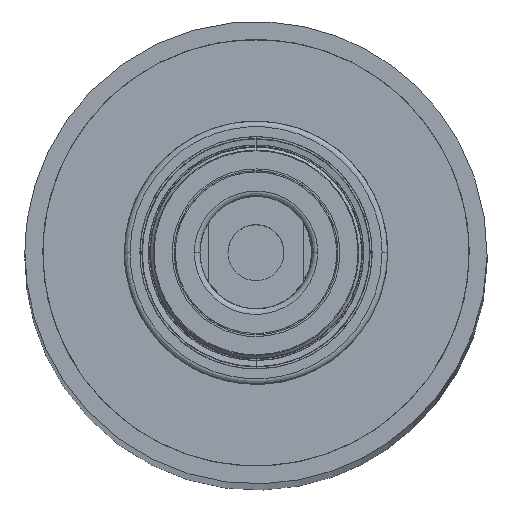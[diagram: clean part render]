
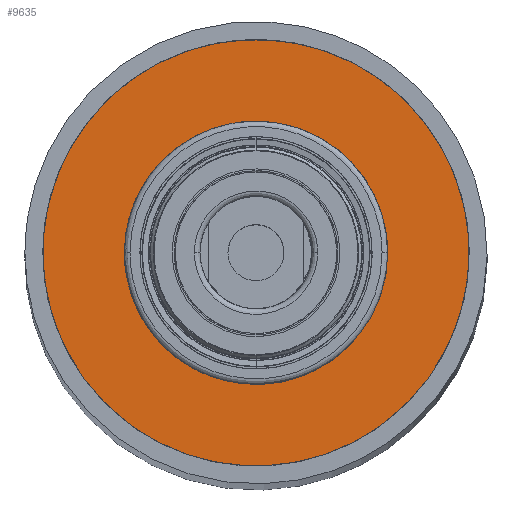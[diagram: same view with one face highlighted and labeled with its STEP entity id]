
A CAD part, top view. The second image highlights one B-rep face of the part: STEP entity #9635.
In plain terms, the highlighted free-form (B-spline) face has degree [1, 1] with [2, 2] control points.
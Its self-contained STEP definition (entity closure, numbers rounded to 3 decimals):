
#9635 = ADVANCED_FACE('',(#9636,#9650),#9664,.T.);
#9636 = FACE_BOUND('',#9637,.T.);
#9637 = EDGE_LOOP('',(#9638));
#9638 = ORIENTED_EDGE('',*,*,#9639,.T.);
#9639 = EDGE_CURVE('',#9640,#9640,#9642,.T.);
#9640 = VERTEX_POINT('',#9641);
#9641 = CARTESIAN_POINT('',(-85.84,10.475,
    938.192));
#9642 = ( BOUNDED_CURVE() B_SPLINE_CURVE(2,(#9643,#9644,#9645,#9646,
#9647,#9648,#9649),.UNSPECIFIED.,.T.,.F.) B_SPLINE_CURVE_WITH_KNOTS((3,2
    ,2,3),(3.142,5.236,7.33,9.425),
.PIECEWISE_BEZIER_KNOTS.) CURVE() GEOMETRIC_REPRESENTATION_ITEM() 
RATIONAL_B_SPLINE_CURVE((1.,0.5,1.,0.5,1.,0.5,1.)) REPRESENTATION_ITEM(
  '') );
#9643 = CARTESIAN_POINT('',(-85.84,10.475,
    938.192));
#9644 = CARTESIAN_POINT('',(-85.84,-86.136,
    938.192));
#9645 = CARTESIAN_POINT('',(-2.172,-37.83,
    938.192));
#9646 = CARTESIAN_POINT('',(81.496,10.475,
    938.192));
#9647 = CARTESIAN_POINT('',(-2.172,58.781,
    938.192));
#9648 = CARTESIAN_POINT('',(-85.84,107.086,
    938.192));
#9649 = CARTESIAN_POINT('',(-85.84,10.475,
    938.192));
#9650 = FACE_BOUND('',#9651,.T.);
#9651 = EDGE_LOOP('',(#9652));
#9652 = ORIENTED_EDGE('',*,*,#9653,.F.);
#9653 = EDGE_CURVE('',#9654,#9654,#9656,.T.);
#9654 = VERTEX_POINT('',#9655);
#9655 = CARTESIAN_POINT('',(-64.511,10.475,
    938.192));
#9656 = ( BOUNDED_CURVE() B_SPLINE_CURVE(2,(#9657,#9658,#9659,#9660,
#9661,#9662,#9663),.UNSPECIFIED.,.T.,.F.) B_SPLINE_CURVE_WITH_KNOTS((3,2
    ,2,3),(3.142,5.236,7.33,9.425),
.PIECEWISE_BEZIER_KNOTS.) CURVE() GEOMETRIC_REPRESENTATION_ITEM() 
RATIONAL_B_SPLINE_CURVE((1.,0.5,1.,0.5,1.,0.5,1.)) REPRESENTATION_ITEM(
  '') );
#9657 = CARTESIAN_POINT('',(-64.511,10.475,
    938.192));
#9658 = CARTESIAN_POINT('',(-64.511,-49.192,
    938.192));
#9659 = CARTESIAN_POINT('',(-12.837,-19.358,
    938.192));
#9660 = CARTESIAN_POINT('',(38.837,10.475,
    938.192));
#9661 = CARTESIAN_POINT('',(-12.837,40.309,
    938.192));
#9662 = CARTESIAN_POINT('',(-64.511,70.143,
    938.192));
#9663 = CARTESIAN_POINT('',(-64.511,10.475,
    938.192));
#9664 = B_SPLINE_SURFACE_WITH_KNOTS('',1,1,(
    (#9665,#9666)
    ,(#9667,#9668
  )),.UNSPECIFIED.,.F.,.F.,.F.,(2,2),(2,2),(-38.05,38.05),(-61.55,14.55)
  ,.PIECEWISE_BEZIER_KNOTS.);
#9665 = CARTESIAN_POINT('',(-85.84,66.254,
    938.192));
#9666 = CARTESIAN_POINT('',(25.717,66.254,
    938.192));
#9667 = CARTESIAN_POINT('',(-85.84,-45.303,
    938.192));
#9668 = CARTESIAN_POINT('',(25.717,-45.303,
    938.192));
